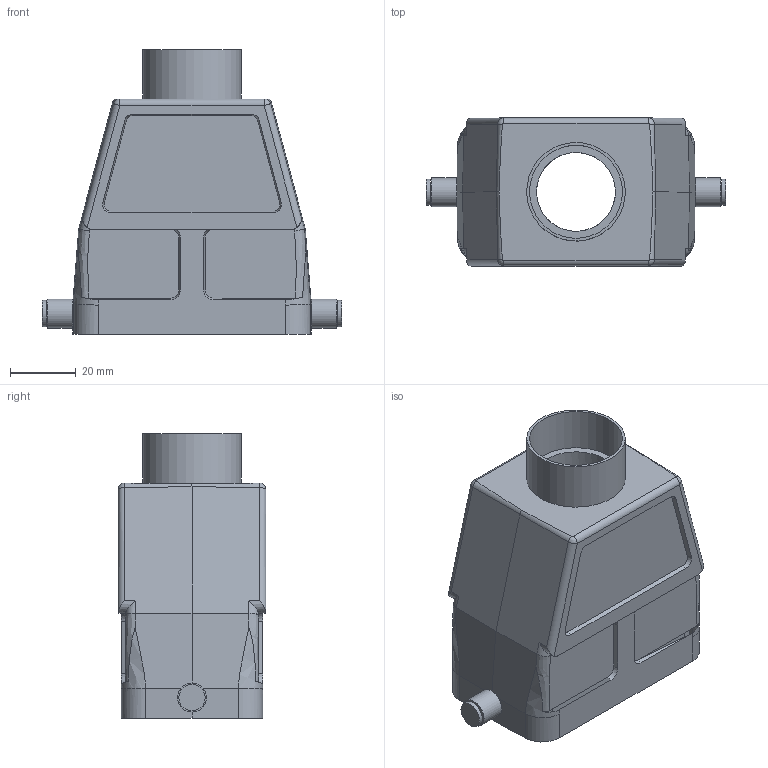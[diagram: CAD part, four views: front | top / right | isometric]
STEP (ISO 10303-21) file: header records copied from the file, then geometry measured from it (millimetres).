
FILE_DESCRIPTION(/* description */ (''),/* implementation_level */ '2;1');
FILE_NAME(/* name */ '100721131ugm000_c.stp',/* time_stamp */ '2019-08-01T07:58:54+02:00',/* author */ (''),/* organization */ (''),/* preprocessor_version */ 'ST-DEVELOPER v16.7',/* originating_system */ 'SIEMENS PLM Software NX 12.0',/* authorisation */ '');
FILE_SCHEMA (('AUTOMOTIVE_DESIGN { 1 0 10303 214 3 1 1 1 }'));
Length unit declared in the file: millimetre
Products named in the file (1): 100721131ugm000_c
Bounding box: 91.1 x 45 x 86.6 mm (x, y, z)
Volume: 61882.8 mm3; surface area: 36477.3 mm2
Topology: 1 solids, 2 shells, 303 faces, 797 edges, 521 vertices
Faces by surface type: plane 175, cylinder 63, cone 34, bspline 19, sphere 10, torus 2
Full cylindrical faces by diameter (mm): 3 x4, 4 x2, 8 x2, 8.8 x2, 24 x1, 28.3 x3, 30 x1
Entity records: 11318 total; most frequent: CARTESIAN_POINT 3224, ORIENTED_EDGE 1488, DIRECTION 1406, EDGE_CURVE 744, VERTEX_POINT 502, AXIS2_PLACEMENT_3D 479, LINE 448, VECTOR 448
